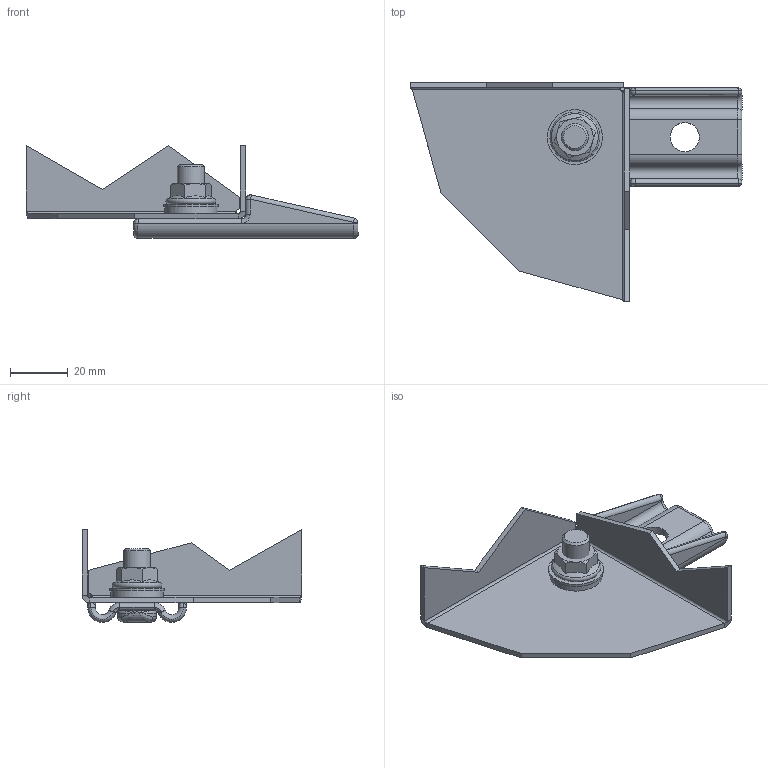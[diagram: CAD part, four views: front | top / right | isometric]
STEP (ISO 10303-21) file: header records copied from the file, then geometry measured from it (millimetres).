
FILE_DESCRIPTION(/* description */ ('ENCLOSURE CORNER CUTOUT'),/* implementation_level */ '2;1');
FILE_NAME(/* name */ 'N412MFK_ASSM.stp',/* time_stamp */ '2017-10-09T12:40:00-05:00',/* author */ ('jvoss'),/* organization */ (''),/* preprocessor_version */ 'ST-DEVELOPER v16.1',/* originating_system */ 'Autodesk Inventor 2016',/* authorisation */ '');
FILE_SCHEMA (('AUTOMOTIVE_DESIGN { 1 0 10303 214 3 1 1 }'));
Length unit declared in the file: inch
Products named in the file (7): CORNER CUTOUT; 349134; 348112; 34888AX1; 34888; 34034; N412MFK_ASSM
Assembly tree (6 placements, depth 3):
  N412MFK_ASSM
    CORNER CUTOUT
    349134
    34888
      348112
      34888AX1
    34034
Bounding box: 115.09 x 76.2 x 32.16 mm (x, y, z)
Volume: 25426 mm3; surface area: 24415.2 mm2
Topology: 6 solids, 6 shells, 165 faces, 386 edges, 227 vertices
Faces by surface type: cylinder 57, plane 42, bspline 26, torus 23, cone 11, sphere 6
Full cylindrical faces by diameter (mm): 6.401 x1, 7.938 x1, 8.435 x1, 9.373 x1, 10.084 x2, 11.024 x1, 11.112 x1, 18.098 x1, 19.05 x1
Entity records: 5469 total; most frequent: CARTESIAN_POINT 1759, DIRECTION 765, ORIENTED_EDGE 716, EDGE_CURVE 358, AXIS2_PLACEMENT_3D 319, VERTEX_POINT 222, EDGE_LOOP 194, CIRCLE 167
